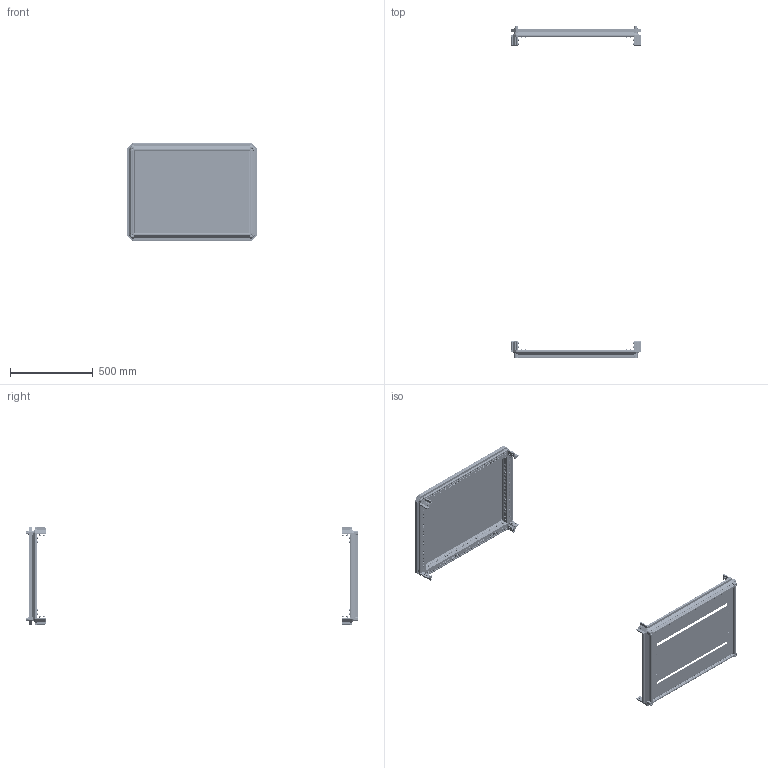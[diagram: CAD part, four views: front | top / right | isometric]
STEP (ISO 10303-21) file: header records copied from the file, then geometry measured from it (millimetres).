
FILE_DESCRIPTION (( 'STEP AP203' ), '1' );
FILE_NAME ('MA1.101.080620.00.00 AleSta-RB86 Êîìïëåêò êðûøà è îñíîâàíèå.STEP', '2024-02-06T14:56:30', ( '' ), ( '' ), 'SwSTEP 2.0', 'SolidWorks 2021', '' );
FILE_SCHEMA (( 'CONFIG_CONTROL_DESIGN' ));
Length unit declared in the file: millimetre
Products named in the file (19): MA1.101.060620.20.02 Çàêðûòèå íèæíåé ïàíåëè 600õ600_800å600; MA1.101.060620.00.02 Ïðîôèëü ïîïåðå÷íûé ñâàðíîé_01 L=498 (˜=600); ﾇﾀﾊﾋﾅﾏﾊﾀ ﾃﾀﾅﾗﾍﾀﾟ ﾘﾅﾑﾒﾈﾃﾐﾀﾍﾍﾀﾟ ﾑ ﾓﾌﾅﾍﾜﾘﾅﾍﾍﾛﾌ ﾁﾎﾐﾒﾎﾌ M4 X 11 (0.5-2.5 ﾌﾌ) HEX U-S ﾖﾈﾍﾊ; Óïëîòíèòåëü ïàíåëè íèæíåé_800å600; MA1.101.060620.10.00 Êðûøà 600x600_800å600; MA1.101.060620.20.00 Íèæíÿÿ ïàíåëü 600õ600_800å600; MA1.101.080620.00.00 AleSta-RB86 Êîìïëåêò êðûøà è îñíîâàíèå; 7380-2 ISO Âèíòû ñ ïîëóêðóãëîé ãîëîâêîé ñ ôëàíöåì ñ âíóòðåííèì øåñòèãðàííèêîì Ì4õ10; Øïèëüêà Ì6õ12_˜¯¨«ìª  Œ6å12; Âèíò ñ âí. øåñòèãðàííèêîì M12 DIN912_•30; Âèíò_ðåçüáîâûäàâëèâàþùèé_Ì5õ12_DIN 7500E_Œ5å12; Âèíò ðåçüáîâûäàâëèâàþùèé Ì6õ12 DIN 7500E_00; MA1.100.060620.00.01 Ñîåäèíèòåëü óãëîâîé_00; MA1.101.060620.20.01 Ïîëîòíî íèæíåé ïàíåëè 600õ600_800å600; Øàéáà ñòîïîðíàÿ ñ íàðóæíûìè çóáöàìè SCHNORR, òèï VS öèíêîâûå õëîïüÿ Ì6 O6,4 ART 88121; ﾘ琺矜 65ﾃ 019 ﾃﾎﾑﾒ 6402-70_12; MA1.101.060620.10.01 Ïîëîòíî êðûøè 600õ600_800x600; ﾘ琺矜 01.019 ﾃﾎﾑﾒ11371-78_12; MA1.101.060620.00.02 Ïðîôèëü ïîïåðå÷íûé ñâàðíîé_02 L=698 (˜=800) 
Assembly tree (247 placements, depth 3):
  MA1.101.080620.00.00 AleSta-RB86 Êîìïëåêò êðûøà è îñíîâàíèå
    MA1.101.060620.00.02 Ïðîôèëü ïîïåðå÷íûé ñâàðíîé_02 L=698 (˜=800)   x4
    MA1.101.060620.00.02 Ïðîôèëü ïîïåðå÷íûé ñâàðíîé_01 L=498 (˜=600)  x4
    MA1.101.060620.10.00 Êðûøà 600x600_800å600
      MA1.101.060620.10.01 Ïîëîòíî êðûøè 600õ600_800x600
      Øïèëüêà Ì6õ12_˜¯¨«ìª  Œ6å12  x4
      Óïëîòíèòåëü ïàíåëè íèæíåé_800å600
    MA1.101.060620.20.00 Íèæíÿÿ ïàíåëü 600õ600_800å600
      MA1.101.060620.20.01 Ïîëîòíî íèæíåé ïàíåëè 600õ600_800å600
      ﾇﾀﾊﾋﾅﾏﾊﾀ ﾃﾀﾅﾗﾍﾀﾟ ﾘﾅﾑﾒﾈﾃﾐﾀﾍﾍﾀﾟ ﾑ ﾓﾌﾅﾍﾜﾘﾅﾍﾍﾛﾌ ﾁﾎﾐﾒﾎﾌ M4 X 11 (0.5-2.5 ﾌﾌ) HEX U-S ﾖﾈﾍﾊ  x4
      MA1.101.060620.20.02 Çàêðûòèå íèæíåé ïàíåëè 600õ600_800å600  x2
      7380-2 ISO Âèíòû ñ ïîëóêðóãëîé ãîëîâêîé ñ ôëàíöåì ñ âíóòðåííèì øåñòèãðàííèêîì Ì4õ10  x4
    Âèíò_ðåçüáîâûäàâëèâàþùèé_Ì5õ12_DIN 7500E_Œ5å12  x8
    MA1.100.060620.00.01 Ñîåäèíèòåëü óãëîâîé_00  x8
    Âèíò ñ âí. øåñòèãðàííèêîì M12 DIN912_•30  x4
    Âèíò ðåçüáîâûäàâëèâàþùèé Ì6õ12 DIN 7500E_00  x96
    ﾘ琺矜 01.019 ﾃﾎﾑﾒ11371-78_12  x4
    ﾘ琺矜 65ﾃ 019 ﾃﾎﾑﾒ 6402-70_12  x4
    Øàéáà ñòîïîðíàÿ ñ íàðóæíûìè çóáöàìè SCHNORR, òèï VS öèíêîâûå õëîïüÿ Ì6 O6,4 ART 88121  x96
Bounding box: 792 x 2010.9 x 592 mm (x, y, z)
Volume: 3560154.1 mm3; surface area: 3910415.8 mm2
Topology: 245 solids, 245 shells, 13166 faces, 34320 edges, 21680 vertices
Faces by surface type: plane 9742, cylinder 2576, cone 552, bspline 248, torus 48
Entity records: 64606 total; most frequent: CARTESIAN_POINT 13159, DIRECTION 8928, ORIENTED_EDGE 8746, EDGE_CURVE 4373, VECTOR 3236, LINE 3236, AXIS2_PLACEMENT_3D 2846, VERTEX_POINT 2675
